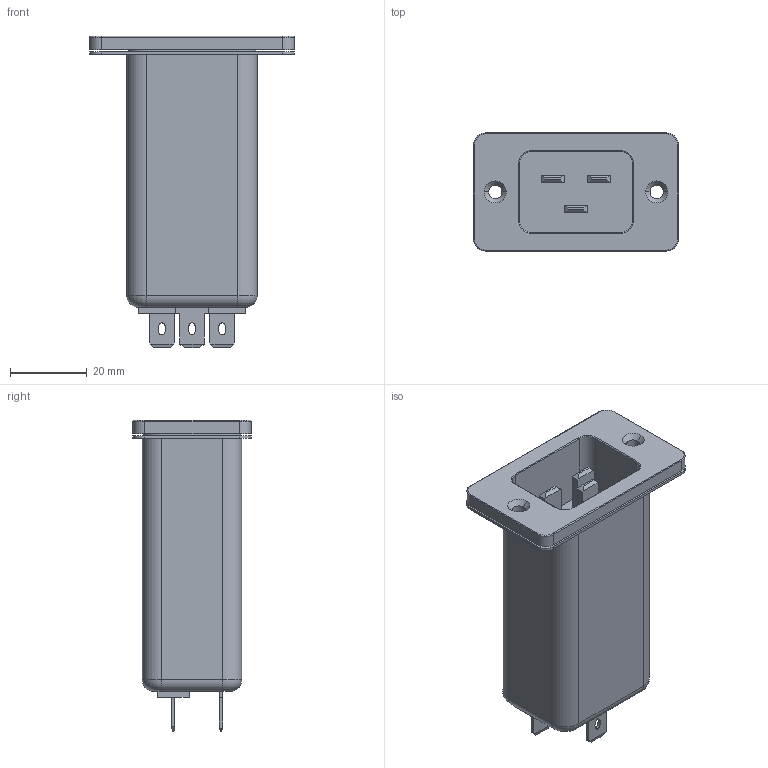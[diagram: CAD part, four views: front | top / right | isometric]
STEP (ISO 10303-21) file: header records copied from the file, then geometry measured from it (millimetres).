
FILE_DESCRIPTION (( 'STEP AP203' ), '1' );
FILE_NAME ('83550020.STEP', '2007-07-30T19:57:19', ( ' ' ), ( ' ' ), 'SwSTEP 2.0', 'SolidWorks 2007', '' );
FILE_SCHEMA (( 'CONFIG_CONTROL_DESIGN' ));
Length unit declared in the file: millimetre
Products named in the file (1): 83550020
Bounding box: 53.2 x 30.7 x 81 mm (x, y, z)
Volume: 53170.9 mm3; surface area: 15681.2 mm2
Topology: 1 solids, 1 shells, 156 faces, 404 edges, 260 vertices
Faces by surface type: plane 94, cylinder 40, torus 12, bspline 6, cone 4
Entity records: 4856 total; most frequent: CARTESIAN_POINT 918, ORIENTED_EDGE 808, DIRECTION 788, EDGE_CURVE 404, VECTOR 290, LINE 290, VERTEX_POINT 260, AXIS2_PLACEMENT_3D 249
